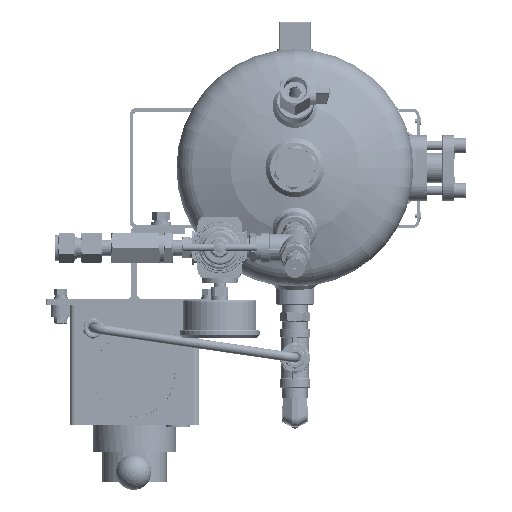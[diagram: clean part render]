
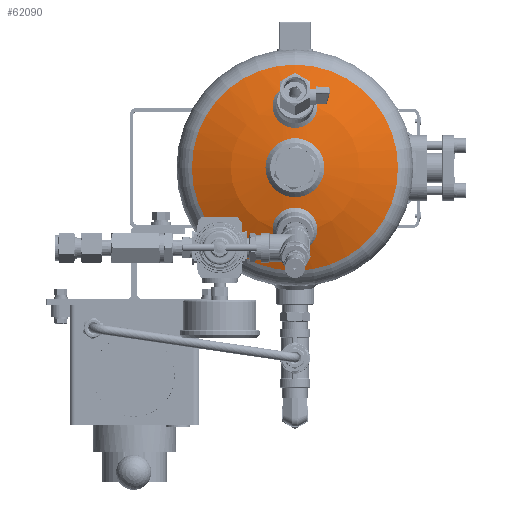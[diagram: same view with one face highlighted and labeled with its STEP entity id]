
A CAD part, top view. The second image highlights one B-rep face of the part: STEP entity #62090.
In plain terms, the highlighted spherical face has radius 202.3 mm.
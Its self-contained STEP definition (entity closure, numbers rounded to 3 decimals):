
#631=SPHERICAL_SURFACE('',#75233,202.3);
#12507=CIRCLE('',#75228,15.);
#12511=CIRCLE('',#75234,15.);
#12512=CIRCLE('',#75235,87.326);
#12513=CIRCLE('',#75236,20.);
#15114=ORIENTED_EDGE('',*,*,#33386,.T.);
#15115=ORIENTED_EDGE('',*,*,#33390,.T.);
#15116=ORIENTED_EDGE('',*,*,#33391,.F.);
#15117=ORIENTED_EDGE('',*,*,#33392,.F.);
#33386=EDGE_CURVE('',#42587,#42587,#12507,.T.);
#33390=EDGE_CURVE('',#42591,#42591,#12511,.T.);
#33391=EDGE_CURVE('',#42592,#42592,#12512,.T.);
#33392=EDGE_CURVE('',#42593,#42593,#12513,.F.);
#42587=VERTEX_POINT('',#99094);
#42591=VERTEX_POINT('',#99104);
#42592=VERTEX_POINT('',#99106);
#42593=VERTEX_POINT('',#99108);
#51486=EDGE_LOOP('',(#15114));
#51487=EDGE_LOOP('',(#15115));
#51488=EDGE_LOOP('',(#15116));
#51489=EDGE_LOOP('',(#15117));
#56363=FACE_BOUND('',#51486,.T.);
#56364=FACE_BOUND('',#51487,.T.);
#56365=FACE_BOUND('',#51488,.T.);
#56366=FACE_BOUND('',#51489,.T.);
#62090=ADVANCED_FACE('',(#56363,#56364,#56365,#56366),#631,.T.);
#75228=AXIS2_PLACEMENT_3D('',#99093,#81967,#81968);
#75233=AXIS2_PLACEMENT_3D('',#99102,#81977,#81978);
#75234=AXIS2_PLACEMENT_3D('',#99103,#81979,#81980);
#75235=AXIS2_PLACEMENT_3D('',#99105,#81981,#81982);
#75236=AXIS2_PLACEMENT_3D('',#99107,#81983,#81984);
#81967=DIRECTION('',(0.259,0.,-0.966));
#81968=DIRECTION('',(0.966,0.,0.259));
#81977=DIRECTION('',(0.,0.,-1.));
#81978=DIRECTION('',(1.,0.,0.));
#81979=DIRECTION('',(-0.259,0.,-0.966));
#81980=DIRECTION('',(-0.966,0.,0.259));
#81981=DIRECTION('',(0.,0.,-1.));
#81982=DIRECTION('',(-1.,0.,0.));
#81983=DIRECTION('',(0.,0.,-1.));
#81984=DIRECTION('',(-1.,0.,0.));
#99093=CARTESIAN_POINT('',(-52.215,0.,46.028));
#99094=CARTESIAN_POINT('',(-37.726,0.,49.911));
#99102=CARTESIAN_POINT('',(0.,0.,-148.841));
#99103=CARTESIAN_POINT('',(52.215,0.,46.028));
#99104=CARTESIAN_POINT('',(37.726,0.,49.911));
#99105=CARTESIAN_POINT('',(0.,0.,33.641));
#99106=CARTESIAN_POINT('',(-87.326,0.,33.641));
#99107=CARTESIAN_POINT('',(0.,0.,52.468));
#99108=CARTESIAN_POINT('',(-20.,0.,52.468));
